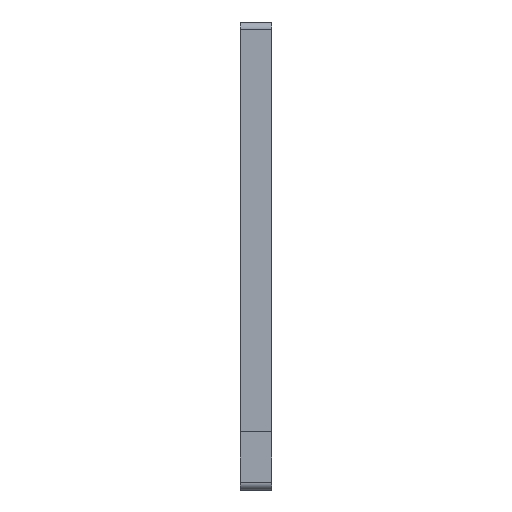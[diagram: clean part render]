
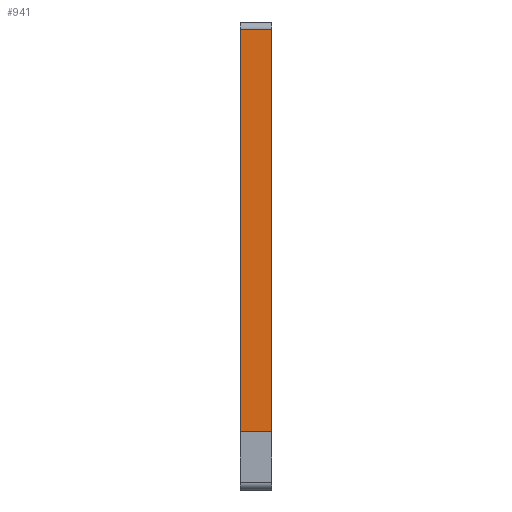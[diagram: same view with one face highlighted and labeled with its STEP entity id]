
A CAD part, left-side view. The second image highlights one B-rep face of the part: STEP entity #941.
In plain terms, the highlighted planar face has unit normal (-1, 0, 0).
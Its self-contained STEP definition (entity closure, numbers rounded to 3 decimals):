
#47 = ORIENTED_EDGE ( 'NONE', *, *, #843, .T. ) ;
#97 = CARTESIAN_POINT ( 'NONE',  ( 0., 4., -52.3 ) ) ;
#112 = ORIENTED_EDGE ( 'NONE', *, *, #750, .T. ) ;
#123 = VECTOR ( 'NONE', #1176, 1000. ) ;
#144 = CARTESIAN_POINT ( 'NONE',  ( 0., 0., 0. ) ) ;
#186 = DIRECTION ( 'NONE',  ( 0., -1., 0. ) ) ;
#239 = LINE ( 'NONE', #144, #595 ) ;
#258 = DIRECTION ( 'NONE',  ( 0., 0., 1. ) ) ;
#272 = ORIENTED_EDGE ( 'NONE', *, *, #791, .T. ) ;
#285 = PLANE ( 'NONE',  #740 ) ;
#287 = CARTESIAN_POINT ( 'NONE',  ( 0., 4., 0. ) ) ;
#357 = DIRECTION ( 'NONE',  ( 0., 0., -1. ) ) ;
#418 = DIRECTION ( 'NONE',  ( 0., 0., -1. ) ) ;
#464 = CARTESIAN_POINT ( 'NONE',  ( 0., 0., -1. ) ) ;
#498 = CARTESIAN_POINT ( 'NONE',  ( 0., 4., 0. ) ) ;
#595 = VECTOR ( 'NONE', #357, 1000. ) ;
#600 = VECTOR ( 'NONE', #418, 1000. ) ;
#685 = VERTEX_POINT ( 'NONE', #1144 ) ;
#716 = FACE_OUTER_BOUND ( 'NONE', #1219, .T. ) ;
#740 = AXIS2_PLACEMENT_3D ( 'NONE', #498, #1236, #258 ) ;
#750 = EDGE_CURVE ( 'NONE', #1376, #685, #1073, .T. ) ;
#752 = CARTESIAN_POINT ( 'NONE',  ( 0., 4., -1. ) ) ;
#761 = CARTESIAN_POINT ( 'NONE',  ( 0., 4., -52.3 ) ) ;
#791 = EDGE_CURVE ( 'NONE', #685, #1221, #823, .T. ) ;
#823 = LINE ( 'NONE', #287, #600 ) ;
#843 = EDGE_CURVE ( 'NONE', #1221, #863, #1405, .T. ) ;
#861 = VECTOR ( 'NONE', #186, 1000. ) ;
#863 = VERTEX_POINT ( 'NONE', #870 ) ;
#870 = CARTESIAN_POINT ( 'NONE',  ( 0., 0., -52.3 ) ) ;
#928 = ORIENTED_EDGE ( 'NONE', *, *, #1408, .F. ) ;
#941 = ADVANCED_FACE ( 'NONE', ( #716 ), #285, .T. ) ;
#1073 = LINE ( 'NONE', #752, #123 ) ;
#1144 = CARTESIAN_POINT ( 'NONE',  ( 0., 4., -1. ) ) ;
#1176 = DIRECTION ( 'NONE',  ( 0., 1., 0. ) ) ;
#1219 = EDGE_LOOP ( 'NONE', ( #928, #112, #272, #47 ) ) ;
#1221 = VERTEX_POINT ( 'NONE', #761 ) ;
#1236 = DIRECTION ( 'NONE',  ( -1., 0., 0. ) ) ;
#1376 = VERTEX_POINT ( 'NONE', #464 ) ;
#1405 = LINE ( 'NONE', #97, #861 ) ;
#1408 = EDGE_CURVE ( 'NONE', #1376, #863, #239, .T. ) ;
